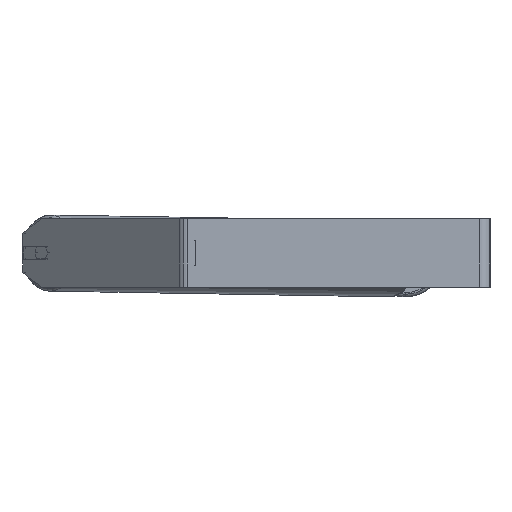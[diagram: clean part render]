
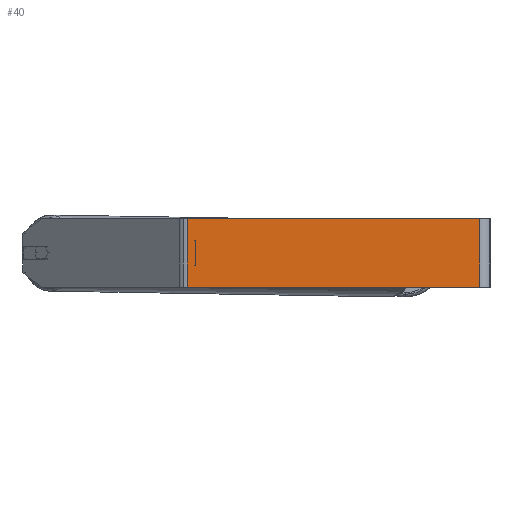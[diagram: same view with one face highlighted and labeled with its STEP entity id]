
A CAD part, left-side view. The second image highlights one B-rep face of the part: STEP entity #40.
In plain terms, the highlighted planar face has unit normal (-1, 0, 0).
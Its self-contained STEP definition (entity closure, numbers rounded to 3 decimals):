
#40 = ADVANCED_FACE ( 'NONE', ( #8704 ), #8616, .F. ) ;
#62 = VECTOR ( 'NONE', #2353, 1000. ) ;
#111 = DIRECTION ( 'NONE',  ( 0., -1., 0. ) ) ;
#663 = ORIENTED_EDGE ( 'NONE', *, *, #2279, .F. ) ;
#771 = VERTEX_POINT ( 'NONE', #6432 ) ;
#2112 = AXIS2_PLACEMENT_3D ( 'NONE', #6671, #7377, #8570 ) ;
#2279 = EDGE_CURVE ( 'NONE', #771, #7618, #6174, .T. ) ;
#2353 = DIRECTION ( 'NONE',  ( 0., 0., -1. ) ) ;
#2720 = VECTOR ( 'NONE', #8175, 1000. ) ;
#2765 = LINE ( 'NONE', #6051, #2720 ) ;
#2808 = CARTESIAN_POINT ( 'NONE',  ( -900., 353.901, 40. ) ) ;
#2843 = VERTEX_POINT ( 'NONE', #7260 ) ;
#2869 = VECTOR ( 'NONE', #5515, 1000. ) ;
#3635 = VERTEX_POINT ( 'NONE', #7903 ) ;
#3847 = CARTESIAN_POINT ( 'NONE',  ( -900., 12., 40. ) ) ;
#4290 = ORIENTED_EDGE ( 'NONE', *, *, #4508, .T. ) ;
#4379 = VECTOR ( 'NONE', #111, 1000. ) ;
#4508 = EDGE_CURVE ( 'NONE', #3635, #2843, #2765, .T. ) ;
#4566 = EDGE_CURVE ( 'NONE', #771, #3635, #6188, .T. ) ;
#5217 = EDGE_CURVE ( 'NONE', #7618, #2843, #8427, .T. ) ;
#5429 = EDGE_LOOP ( 'NONE', ( #4290, #6488, #663, #7032 ) ) ;
#5515 = DIRECTION ( 'NONE',  ( 0., 0., -1. ) ) ;
#6051 = CARTESIAN_POINT ( 'NONE',  ( -900., 358.871, -40. ) ) ;
#6174 = LINE ( 'NONE', #8256, #4379 ) ;
#6188 = LINE ( 'NONE', #2808, #2869 ) ;
#6432 = CARTESIAN_POINT ( 'NONE',  ( -900., 353.901, 40. ) ) ;
#6488 = ORIENTED_EDGE ( 'NONE', *, *, #5217, .F. ) ;
#6671 = CARTESIAN_POINT ( 'NONE',  ( -900., 358.871, 40. ) ) ;
#7032 = ORIENTED_EDGE ( 'NONE', *, *, #4566, .T. ) ;
#7253 = CARTESIAN_POINT ( 'NONE',  ( -900., 12., 40. ) ) ;
#7260 = CARTESIAN_POINT ( 'NONE',  ( -900., 12., -40. ) ) ;
#7377 = DIRECTION ( 'NONE',  ( 1., 0., 0. ) ) ;
#7618 = VERTEX_POINT ( 'NONE', #7253 ) ;
#7903 = CARTESIAN_POINT ( 'NONE',  ( -900., 353.901, -40. ) ) ;
#8175 = DIRECTION ( 'NONE',  ( 0., -1., 0. ) ) ;
#8256 = CARTESIAN_POINT ( 'NONE',  ( -900., 358.871, 40. ) ) ;
#8427 = LINE ( 'NONE', #3847, #62 ) ;
#8570 = DIRECTION ( 'NONE',  ( 0., 1., 0. ) ) ;
#8616 = PLANE ( 'NONE',  #2112 ) ;
#8704 = FACE_OUTER_BOUND ( 'NONE', #5429, .T. ) ;
